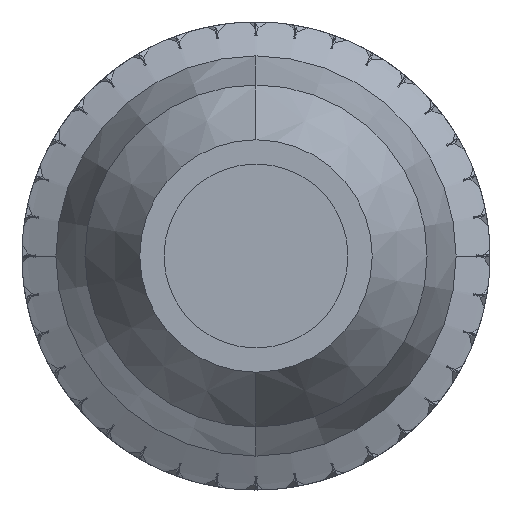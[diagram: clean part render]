
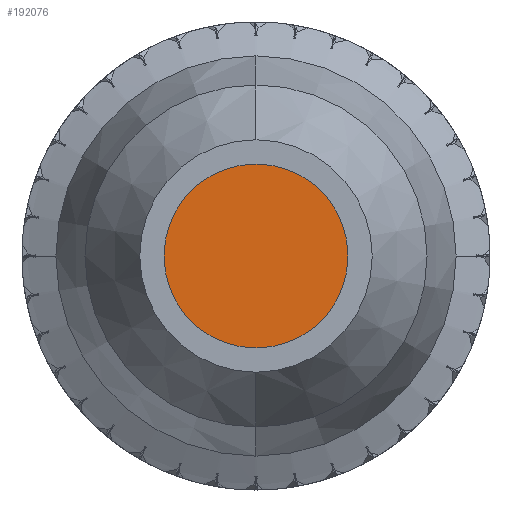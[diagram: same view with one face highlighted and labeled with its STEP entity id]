
A CAD part, left-side view. The second image highlights one B-rep face of the part: STEP entity #192076.
In plain terms, the highlighted planar face has unit normal (-1, 0, 0).
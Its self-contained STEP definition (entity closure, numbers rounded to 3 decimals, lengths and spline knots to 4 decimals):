
#192029=CARTESIAN_POINT('',(0.,0.,0.));
#192030=DIRECTION('',(1.,0.,0.));
#192031=DIRECTION('',(0.,0.,-1.));
#192032=AXIS2_PLACEMENT_3D('',#192029,#192030,#192031);
#192034=CARTESIAN_POINT('',(0.,0.,0.));
#192035=DIRECTION('',(1.,0.,0.));
#192036=DIRECTION('',(0.,0.,1.));
#192037=AXIS2_PLACEMENT_3D('',#192034,#192035,#192036);
#192057=CARTESIAN_POINT('',(0.,0.,-2.85));
#192058=CARTESIAN_POINT('',(0.,0.,2.85));
#192059=VERTEX_POINT('',#192057);
#192060=VERTEX_POINT('',#192058);
#192065=CARTESIAN_POINT('',(0.,0.,0.));
#192066=DIRECTION('',(1.,0.,0.));
#192067=DIRECTION('',(0.,0.,-1.));
#192068=AXIS2_PLACEMENT_3D('',#192065,#192066,#192067);
#192069=PLANE('',#192068);
#192071=ORIENTED_EDGE('',*,*,#192070,.T.);
#192073=ORIENTED_EDGE('',*,*,#192072,.T.);
#192074=EDGE_LOOP('',(#192071,#192073));
#192075=FACE_OUTER_BOUND('',#192074,.F.);
#192076=ADVANCED_FACE('',(#192075),#192069,.F.);
#192033=CIRCLE('',#192032,2.85);
#192038=CIRCLE('',#192037,2.85);
#192070=EDGE_CURVE('',#192059,#192060,#192033,.T.);
#192072=EDGE_CURVE('',#192060,#192059,#192038,.T.);
